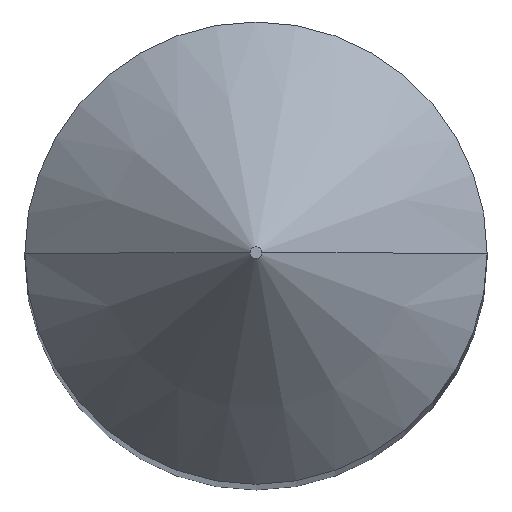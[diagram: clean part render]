
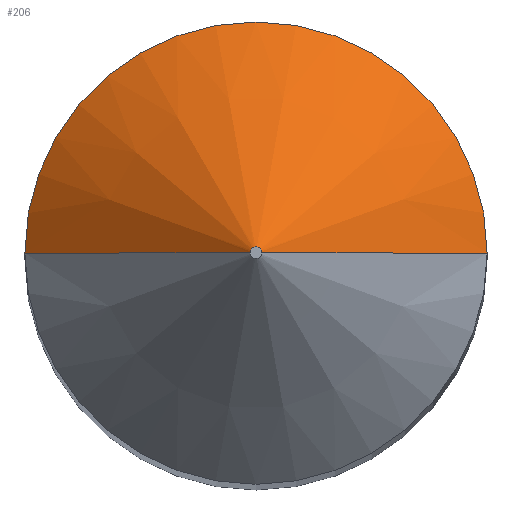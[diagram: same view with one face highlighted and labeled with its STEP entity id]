
A CAD part, top view. The second image highlights one B-rep face of the part: STEP entity #206.
In plain terms, the highlighted conical face has half-angle 45 degrees and reference radius 0.102 mm.
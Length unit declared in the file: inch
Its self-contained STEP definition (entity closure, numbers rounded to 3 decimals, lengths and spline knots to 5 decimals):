
#1 = DIRECTION ( 'NONE',  ( 0., 0., -1. ) ) ;
#10 = CARTESIAN_POINT ( 'NONE',  ( -0.004, 0., 2.5 ) ) ;
#17 = CARTESIAN_POINT ( 'NONE',  ( -0.004, 0., 2.5 ) ) ;
#22 = VERTEX_POINT ( 'NONE', #124 ) ;
#23 = EDGE_CURVE ( 'NONE', #227, #212, #127, .T. ) ;
#31 = DIRECTION ( 'NONE',  ( -1., 0., 0. ) ) ;
#33 = CONICAL_SURFACE ( 'NONE', #43, 0.004, 0.785 ) ;
#36 = ORIENTED_EDGE ( 'NONE', *, *, #221, .F. ) ;
#37 = ORIENTED_EDGE ( 'NONE', *, *, #133, .F. ) ;
#43 = AXIS2_PLACEMENT_3D ( 'NONE', #115, #243, #231 ) ;
#49 = CIRCLE ( 'NONE', #247, 0.004 ) ;
#53 = ORIENTED_EDGE ( 'NONE', *, *, #23, .T. ) ;
#54 = CARTESIAN_POINT ( 'NONE',  ( 0.15625, 0., 2.34775 ) ) ;
#56 = DIRECTION ( 'NONE',  ( -0.707, 0., -0.707 ) ) ;
#61 = EDGE_CURVE ( 'NONE', #132, #227, #49, .T. ) ;
#75 = LINE ( 'NONE', #17, #239 ) ;
#87 = CARTESIAN_POINT ( 'NONE',  ( 0.004, 0., 2.5 ) ) ;
#90 = VECTOR ( 'NONE', #165, 39.37008 ) ;
#93 = FACE_OUTER_BOUND ( 'NONE', #157, .T. ) ;
#115 = CARTESIAN_POINT ( 'NONE',  ( 0., 0., 2.5 ) ) ;
#122 = AXIS2_PLACEMENT_3D ( 'NONE', #241, #242, #31 ) ;
#124 = CARTESIAN_POINT ( 'NONE',  ( -0.15625, 0., 2.34775 ) ) ;
#127 = LINE ( 'NONE', #87, #90 ) ;
#132 = VERTEX_POINT ( 'NONE', #10 ) ;
#133 = EDGE_CURVE ( 'NONE', #22, #212, #203, .T. ) ;
#138 = CARTESIAN_POINT ( 'NONE',  ( 0., 0., 2.5 ) ) ;
#141 = CARTESIAN_POINT ( 'NONE',  ( 0.004, 0., 2.5 ) ) ;
#157 = EDGE_LOOP ( 'NONE', ( #36, #159, #53, #37 ) ) ;
#159 = ORIENTED_EDGE ( 'NONE', *, *, #61, .T. ) ;
#162 = DIRECTION ( 'NONE',  ( -1., 0., 0. ) ) ;
#165 = DIRECTION ( 'NONE',  ( 0.707, 0., -0.707 ) ) ;
#203 = CIRCLE ( 'NONE', #122, 0.15625 ) ;
#206 = ADVANCED_FACE ( 'NONE', ( #93 ), #33, .T. ) ;
#212 = VERTEX_POINT ( 'NONE', #54 ) ;
#221 = EDGE_CURVE ( 'NONE', #132, #22, #75, .T. ) ;
#227 = VERTEX_POINT ( 'NONE', #141 ) ;
#231 = DIRECTION ( 'NONE',  ( 1., 0., 0. ) ) ;
#239 = VECTOR ( 'NONE', #56, 39.37008 ) ;
#241 = CARTESIAN_POINT ( 'NONE',  ( 0., 0., 2.34775 ) ) ;
#242 = DIRECTION ( 'NONE',  ( 0., 0., -1. ) ) ;
#243 = DIRECTION ( 'NONE',  ( 0., 0., -1. ) ) ;
#247 = AXIS2_PLACEMENT_3D ( 'NONE', #138, #1, #162 ) ;
